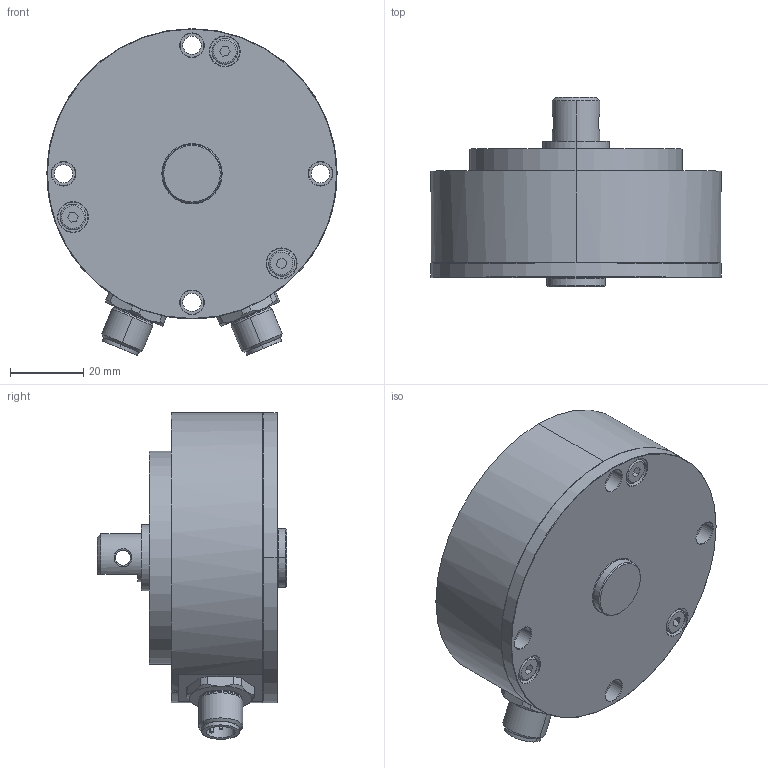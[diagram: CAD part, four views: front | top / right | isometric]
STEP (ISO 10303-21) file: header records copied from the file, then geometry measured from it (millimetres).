
FILE_DESCRIPTION (( 'STEP AP214' ), '1' );
FILE_NAME ('IPX-7911-_ _ _-_ _ _-651.STEP', '2017-09-14T05:30:20', ( 'dummy' ), ( 'Microsoft' ), 'SwSTEP 2.0', 'SolidWorks 2014', '' );
FILE_SCHEMA (( 'AUTOMOTIVE_DESIGN' ));
Length unit declared in the file: millimetre
Products named in the file (1): IPX-7911-_ _ _-_ _ _-651
Bounding box: 79 x 51.6 x 88.92 mm (x, y, z)
Surface area: 26857.2 mm2 (no closed solid volume)
Topology: 0 solids, 17 shells, 255 faces, 633 edges, 405 vertices
Faces by surface type: cylinder 99, plane 74, cone 62, torus 16, bspline 4
Entity records: 13210 total; most frequent: CARTESIAN_POINT 4208, DIRECTION 1401, ORIENTED_EDGE 1137, EDGE_CURVE 633, AXIS2_PLACEMENT_3D 576, VERTEX_POINT 405, CIRCLE 324, EDGE_LOOP 305
